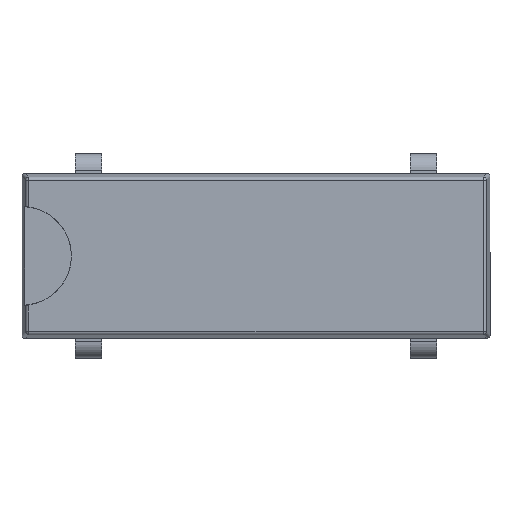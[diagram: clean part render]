
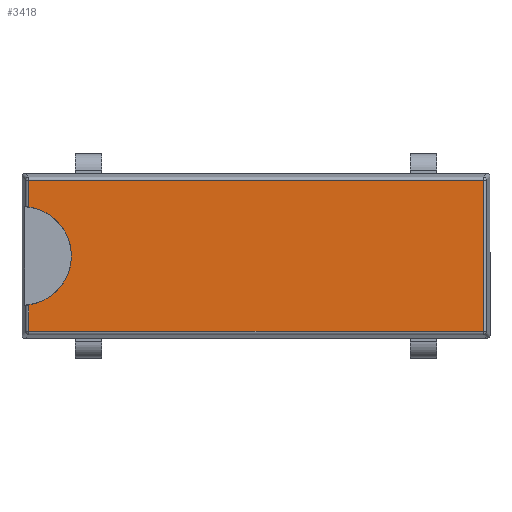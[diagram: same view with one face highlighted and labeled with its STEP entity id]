
A CAD part, top view. The second image highlights one B-rep face of the part: STEP entity #3418.
In plain terms, the highlighted planar face has unit normal (0, 0, 1).
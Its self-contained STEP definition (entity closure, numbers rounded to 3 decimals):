
#24 = CARTESIAN_POINT ( 'NONE',  ( -2.8, 0., 1.3 ) ) ;
#70 = DIRECTION ( 'NONE',  ( 0., -1., 0. ) ) ;
#71 = VECTOR ( 'NONE', #70, 1000. ) ;
#72 = CARTESIAN_POINT ( 'NONE',  ( -3.446, -1.25, 1.3 ) ) ;
#73 = LINE ( 'NONE', #72, #71 ) ;
#75 = CARTESIAN_POINT ( 'NONE',  ( -3.446, 0.743, 1.3 ) ) ;
#76 = DIRECTION ( 'NONE',  ( -1., 0., 0. ) ) ;
#77 = DIRECTION ( 'NONE',  ( 0., 0., 1. ) ) ;
#78 = CARTESIAN_POINT ( 'NONE',  ( -3.55, 0., 1.3 ) ) ;
#79 = AXIS2_PLACEMENT_3D ( 'NONE', #78, #77, #76 ) ;
#80 = CIRCLE ( 'NONE', #79, 0.75 ) ;
#3396 = ORIENTED_EDGE ( 'NONE', *, *, #3397, .T. ) ;
#3397 = EDGE_CURVE ( 'NONE', #3482, #3398, #5378, .T. ) ;
#3398 = VERTEX_POINT ( 'NONE', #5374 ) ;
#3399 = ORIENTED_EDGE ( 'NONE', *, *, #3400, .T. ) ;
#3400 = EDGE_CURVE ( 'NONE', #3398, #3401, #5373, .T. ) ;
#3401 = VERTEX_POINT ( 'NONE', #5369 ) ;
#3402 = ORIENTED_EDGE ( 'NONE', *, *, #3403, .T. ) ;
#3403 = EDGE_CURVE ( 'NONE', #3401, #3548, #5368, .T. ) ;
#3404 = ORIENTED_EDGE ( 'NONE', *, *, #3547, .F. ) ;
#3418 = ADVANCED_FACE ( 'NONE', ( #5401 ), #5447, .T. ) ;
#3419 = EDGE_LOOP ( 'NONE', ( #3420, #3479, #3480, #3396, #3399, #3402, #3404 ) ) ;
#3420 = ORIENTED_EDGE ( 'NONE', *, *, #3421, .F. ) ;
#3421 = EDGE_CURVE ( 'NONE', #3503, #3538, #5442, .T. ) ;
#3479 = ORIENTED_EDGE ( 'NONE', *, *, #3551, .T. ) ;
#3480 = ORIENTED_EDGE ( 'NONE', *, *, #3481, .T. ) ;
#3481 = EDGE_CURVE ( 'NONE', #3509, #3482, #5588, .T. ) ;
#3482 = VERTEX_POINT ( 'NONE', #5584 ) ;
#3503 = VERTEX_POINT ( 'NONE', #5633 ) ;
#3509 = VERTEX_POINT ( 'NONE', #5666 ) ;
#3538 = VERTEX_POINT ( 'NONE', #24 ) ;
#3547 = EDGE_CURVE ( 'NONE', #3538, #3548, #80, .T. ) ;
#3548 = VERTEX_POINT ( 'NONE', #75 ) ;
#3551 = EDGE_CURVE ( 'NONE', #3503, #3509, #73, .T. ) ;
#5365 = DIRECTION ( 'NONE',  ( 0., -1., 0. ) ) ;
#5366 = VECTOR ( 'NONE', #5365, 1000. ) ;
#5367 = CARTESIAN_POINT ( 'NONE',  ( -3.446, -1.25, 1.3 ) ) ;
#5368 = LINE ( 'NONE', #5367, #5366 ) ;
#5369 = CARTESIAN_POINT ( 'NONE',  ( -3.446, 1.146, 1.3 ) ) ;
#5370 = DIRECTION ( 'NONE',  ( -1., 0., 0. ) ) ;
#5371 = VECTOR ( 'NONE', #5370, 1000. ) ;
#5372 = CARTESIAN_POINT ( 'NONE',  ( -3.55, 1.146, 1.3 ) ) ;
#5373 = LINE ( 'NONE', #5372, #5371 ) ;
#5374 = CARTESIAN_POINT ( 'NONE',  ( 3.446, 1.146, 1.3 ) ) ;
#5375 = DIRECTION ( 'NONE',  ( 0., 1., 0. ) ) ;
#5376 = VECTOR ( 'NONE', #5375, 1000. ) ;
#5377 = CARTESIAN_POINT ( 'NONE',  ( 3.446, -1.25, 1.3 ) ) ;
#5378 = LINE ( 'NONE', #5377, #5376 ) ;
#5401 = FACE_OUTER_BOUND ( 'NONE', #3419, .T. ) ;
#5438 = DIRECTION ( 'NONE',  ( -1., 0., 0. ) ) ;
#5439 = DIRECTION ( 'NONE',  ( 0., 0., 1. ) ) ;
#5440 = CARTESIAN_POINT ( 'NONE',  ( -3.55, 0., 1.3 ) ) ;
#5441 = AXIS2_PLACEMENT_3D ( 'NONE', #5440, #5439, #5438 ) ;
#5442 = CIRCLE ( 'NONE', #5441, 0.75 ) ;
#5443 = DIRECTION ( 'NONE',  ( 1., 0., 0. ) ) ;
#5444 = DIRECTION ( 'NONE',  ( 0., 0., 1. ) ) ;
#5445 = CARTESIAN_POINT ( 'NONE',  ( -3.55, -1.25, 1.3 ) ) ;
#5446 = AXIS2_PLACEMENT_3D ( 'NONE', #5445, #5444, #5443 ) ;
#5447 = PLANE ( 'NONE',  #5446 ) ;
#5584 = CARTESIAN_POINT ( 'NONE',  ( 3.446, -1.146, 1.3 ) ) ;
#5585 = DIRECTION ( 'NONE',  ( 1., 0., 0. ) ) ;
#5586 = VECTOR ( 'NONE', #5585, 1000. ) ;
#5587 = CARTESIAN_POINT ( 'NONE',  ( -3.55, -1.146, 1.3 ) ) ;
#5588 = LINE ( 'NONE', #5587, #5586 ) ;
#5633 = CARTESIAN_POINT ( 'NONE',  ( -3.446, -0.743, 1.3 ) ) ;
#5666 = CARTESIAN_POINT ( 'NONE',  ( -3.446, -1.146, 1.3 ) ) ;
